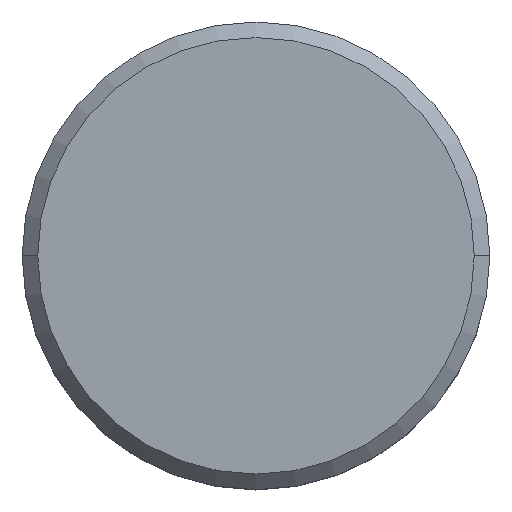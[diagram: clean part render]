
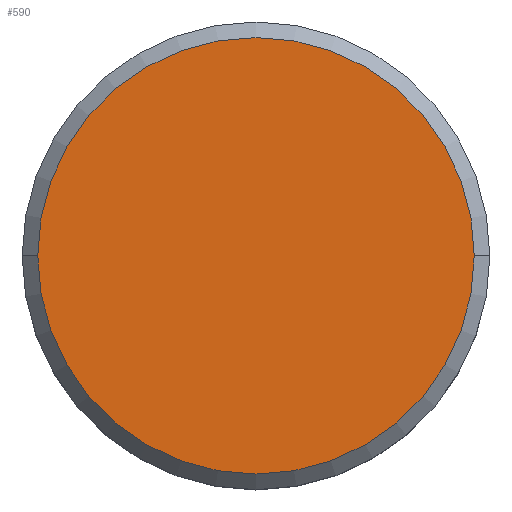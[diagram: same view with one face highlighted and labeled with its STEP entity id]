
A CAD part, top view. The second image highlights one B-rep face of the part: STEP entity #590.
In plain terms, the highlighted planar face has unit normal (0, 0, 1).
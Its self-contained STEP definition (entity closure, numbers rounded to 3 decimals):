
#52 = AXIS2_PLACEMENT_3D ( 'NONE', #242, #231, #412 ) ;
#55 = CIRCLE ( 'NONE', #397, 7. ) ;
#59 = CARTESIAN_POINT ( 'NONE',  ( 7., 0., 0. ) ) ;
#64 = VERTEX_POINT ( 'NONE', #515 ) ;
#87 = DIRECTION ( 'NONE',  ( 0., 0., 1. ) ) ;
#134 = VERTEX_POINT ( 'NONE', #59 ) ;
#179 = CARTESIAN_POINT ( 'NONE',  ( 0., 0., 0. ) ) ;
#183 = DIRECTION ( 'NONE',  ( 1., 0., 0. ) ) ;
#190 = AXIS2_PLACEMENT_3D ( 'NONE', #179, #594, #183 ) ;
#231 = DIRECTION ( 'NONE',  ( 0., 0., 1. ) ) ;
#242 = CARTESIAN_POINT ( 'NONE',  ( 0., 0., 0. ) ) ;
#275 = FACE_OUTER_BOUND ( 'NONE', #381, .T. ) ;
#313 = CARTESIAN_POINT ( 'NONE',  ( 0., 0., 0. ) ) ;
#359 = EDGE_CURVE ( 'NONE', #134, #64, #55, .T. ) ;
#381 = EDGE_LOOP ( 'NONE', ( #459, #386 ) ) ;
#386 = ORIENTED_EDGE ( 'NONE', *, *, #359, .T. ) ;
#397 = AXIS2_PLACEMENT_3D ( 'NONE', #313, #87, #450 ) ;
#412 = DIRECTION ( 'NONE',  ( 1., 0., 0. ) ) ;
#414 = EDGE_CURVE ( 'NONE', #64, #134, #449, .T. ) ;
#449 = CIRCLE ( 'NONE', #190, 7. ) ;
#450 = DIRECTION ( 'NONE',  ( 1., 0., 0. ) ) ;
#459 = ORIENTED_EDGE ( 'NONE', *, *, #414, .T. ) ;
#471 = PLANE ( 'NONE',  #52 ) ;
#515 = CARTESIAN_POINT ( 'NONE',  ( -7., 0., 0. ) ) ;
#590 = ADVANCED_FACE ( 'NONE', ( #275 ), #471, .T. ) ;
#594 = DIRECTION ( 'NONE',  ( 0., 0., 1. ) ) ;
